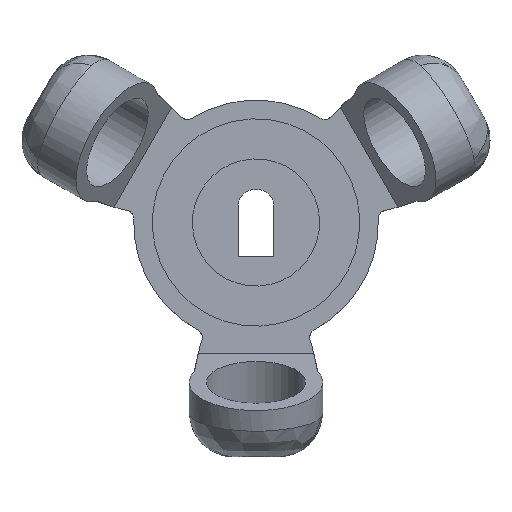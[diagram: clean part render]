
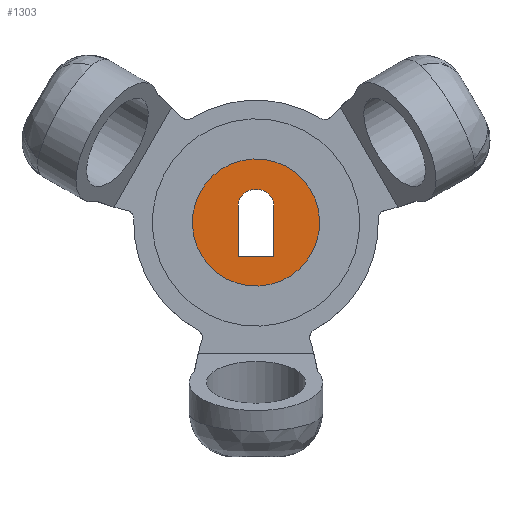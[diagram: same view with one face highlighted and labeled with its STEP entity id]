
A CAD part, top view. The second image highlights one B-rep face of the part: STEP entity #1303.
In plain terms, the highlighted planar face has unit normal (0, 0, 1).
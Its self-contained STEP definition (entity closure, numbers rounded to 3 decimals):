
#50=FACE_BOUND('',#290,.T.);
#65=PLANE('',#1416);
#219=FACE_OUTER_BOUND('',#289,.T.);
#289=EDGE_LOOP('',(#1078));
#290=EDGE_LOOP('',(#1079,#1080,#1081,#1082,#1083,#1084));
#373=LINE('',#3080,#452);
#378=LINE('',#3090,#457);
#381=LINE('',#3098,#460);
#382=LINE('',#3100,#461);
#452=VECTOR('',#1609,1000.);
#457=VECTOR('',#1620,1000.);
#460=VECTOR('',#1629,1000.);
#461=VECTOR('',#1632,1000.);
#481=CIRCLE('',#1350,8.128);
#502=CIRCLE('',#1410,2.);
#503=CIRCLE('',#1413,2.);
#508=VERTEX_POINT('',#1696);
#613=VERTEX_POINT('',#3078);
#614=VERTEX_POINT('',#3079);
#615=VERTEX_POINT('',#3084);
#616=VERTEX_POINT('',#3088);
#617=VERTEX_POINT('',#3092);
#618=VERTEX_POINT('',#3096);
#653=EDGE_CURVE('',#508,#508,#481,.T.);
#788=EDGE_CURVE('',#613,#614,#373,.T.);
#791=EDGE_CURVE('',#615,#614,#502,.T.);
#794=EDGE_CURVE('',#616,#615,#378,.T.);
#795=EDGE_CURVE('',#617,#616,#503,.T.);
#798=EDGE_CURVE('',#618,#617,#381,.T.);
#799=EDGE_CURVE('',#618,#613,#382,.T.);
#1078=ORIENTED_EDGE('',*,*,#653,.T.);
#1079=ORIENTED_EDGE('',*,*,#788,.T.);
#1080=ORIENTED_EDGE('',*,*,#791,.F.);
#1081=ORIENTED_EDGE('',*,*,#794,.F.);
#1082=ORIENTED_EDGE('',*,*,#795,.F.);
#1083=ORIENTED_EDGE('',*,*,#798,.F.);
#1084=ORIENTED_EDGE('',*,*,#799,.T.);
#1303=ADVANCED_FACE('',(#219,#50),#65,.T.);
#1350=AXIS2_PLACEMENT_3D('',#1697,#1441,#1442);
#1410=AXIS2_PLACEMENT_3D('',#3085,#1614,#1615);
#1413=AXIS2_PLACEMENT_3D('',#3093,#1623,#1624);
#1416=AXIS2_PLACEMENT_3D('',#3101,#1633,#1634);
#1441=DIRECTION('center_axis',(0.,0.,1.));
#1442=DIRECTION('ref_axis',(1.,0.,0.));
#1609=DIRECTION('',(0.,1.,0.));
#1614=DIRECTION('center_axis',(0.,0.,1.));
#1615=DIRECTION('ref_axis',(1.,0.,0.));
#1620=DIRECTION('',(-1.,0.,0.));
#1623=DIRECTION('center_axis',(0.,0.,1.));
#1624=DIRECTION('ref_axis',(1.,0.,0.));
#1629=DIRECTION('',(0.,1.,0.));
#1632=DIRECTION('',(-1.,0.,0.));
#1633=DIRECTION('center_axis',(0.,0.,1.));
#1634=DIRECTION('ref_axis',(1.,0.,0.));
#1696=CARTESIAN_POINT('',(-7.93,-12.895,30.5));
#1697=CARTESIAN_POINT('Origin',(0.,-11.11,
30.5));
#3078=CARTESIAN_POINT('',(-2.25,-15.5,30.5));
#3079=CARTESIAN_POINT('',(-2.25,-8.9,30.5));
#3080=CARTESIAN_POINT('',(-2.25,-10.45,30.5));
#3084=CARTESIAN_POINT('',(-0.25,-6.9,30.5));
#3085=CARTESIAN_POINT('Origin',(-0.25,-8.9,30.5));
#3088=CARTESIAN_POINT('',(0.25,-6.9,30.5));
#3090=CARTESIAN_POINT('',(-1.125,-6.9,30.5));
#3092=CARTESIAN_POINT('',(2.25,-8.9,30.5));
#3093=CARTESIAN_POINT('Origin',(0.25,-8.9,30.5));
#3096=CARTESIAN_POINT('',(2.25,-15.5,30.5));
#3098=CARTESIAN_POINT('',(2.25,-10.45,30.5));
#3100=CARTESIAN_POINT('',(0.,-15.5,30.5));
#3101=CARTESIAN_POINT('Origin',(-0.024,-19.4,30.5));
